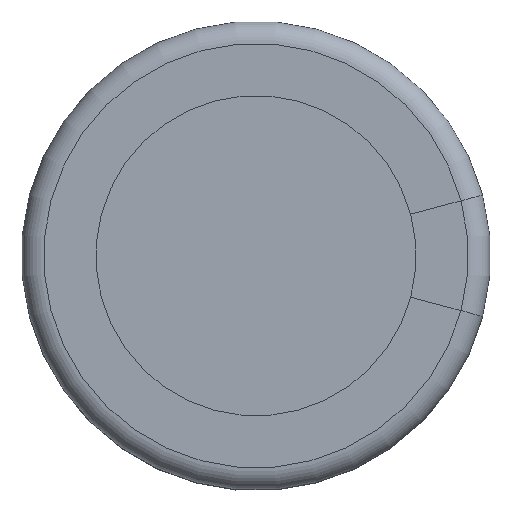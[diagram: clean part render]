
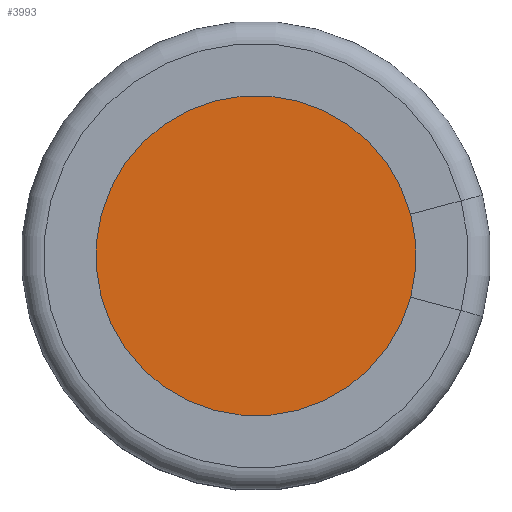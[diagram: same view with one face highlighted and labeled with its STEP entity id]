
A CAD part, top view. The second image highlights one B-rep face of the part: STEP entity #3993.
In plain terms, the highlighted planar face has unit normal (0, 0, 1).
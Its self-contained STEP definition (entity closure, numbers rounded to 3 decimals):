
#3993 = ADVANCED_FACE('',(#3994),#4007,.T.);
#3994 = FACE_BOUND('',#3995,.F.);
#3995 = EDGE_LOOP('',(#3996));
#3996 = ORIENTED_EDGE('',*,*,#3997,.F.);
#3997 = EDGE_CURVE('',#3998,#3998,#4000,.T.);
#3998 = VERTEX_POINT('',#3999);
#3999 = CARTESIAN_POINT('',(2.85,0.,4.9));
#4000 = SURFACE_CURVE('',#4001,(#4006,#4018),.PCURVE_S1.);
#4001 = CIRCLE('',#4002,2.85);
#4002 = AXIS2_PLACEMENT_3D('',#4003,#4004,#4005);
#4003 = CARTESIAN_POINT('',(0.,0.,4.9));
#4004 = DIRECTION('',(0.,-0.,1.));
#4005 = DIRECTION('',(1.,0.,0.));
#4006 = PCURVE('',#4007,#4012);
#4007 = PLANE('',#4008);
#4008 = AXIS2_PLACEMENT_3D('',#4009,#4010,#4011);
#4009 = CARTESIAN_POINT('',(0.,0.,4.9));
#4010 = DIRECTION('',(0.,0.,1.));
#4011 = DIRECTION('',(1.,0.,0.));
#4012 = DEFINITIONAL_REPRESENTATION('',(#4013),#4017);
#4013 = CIRCLE('',#4014,2.85);
#4014 = AXIS2_PLACEMENT_2D('',#4015,#4016);
#4015 = CARTESIAN_POINT('',(0.,0.));
#4016 = DIRECTION('',(1.,-0.));
#4017 = ( GEOMETRIC_REPRESENTATION_CONTEXT(2) 
PARAMETRIC_REPRESENTATION_CONTEXT() REPRESENTATION_CONTEXT('2D SPACE',''
  ) );
#4018 = PCURVE('',#4019,#4024);
#4019 = TOROIDAL_SURFACE('',#4020,2.85,0.2);
#4020 = AXIS2_PLACEMENT_3D('',#4021,#4022,#4023);
#4021 = CARTESIAN_POINT('',(0.,0.,4.7));
#4022 = DIRECTION('',(0.,0.,1.));
#4023 = DIRECTION('',(1.,0.,0.));
#4024 = DEFINITIONAL_REPRESENTATION('',(#4025),#4029);
#4025 = LINE('',#4026,#4027);
#4026 = CARTESIAN_POINT('',(0.,1.571));
#4027 = VECTOR('',#4028,1.);
#4028 = DIRECTION('',(1.,0.));
#4029 = ( GEOMETRIC_REPRESENTATION_CONTEXT(2) 
PARAMETRIC_REPRESENTATION_CONTEXT() REPRESENTATION_CONTEXT('2D SPACE',''
  ) );
